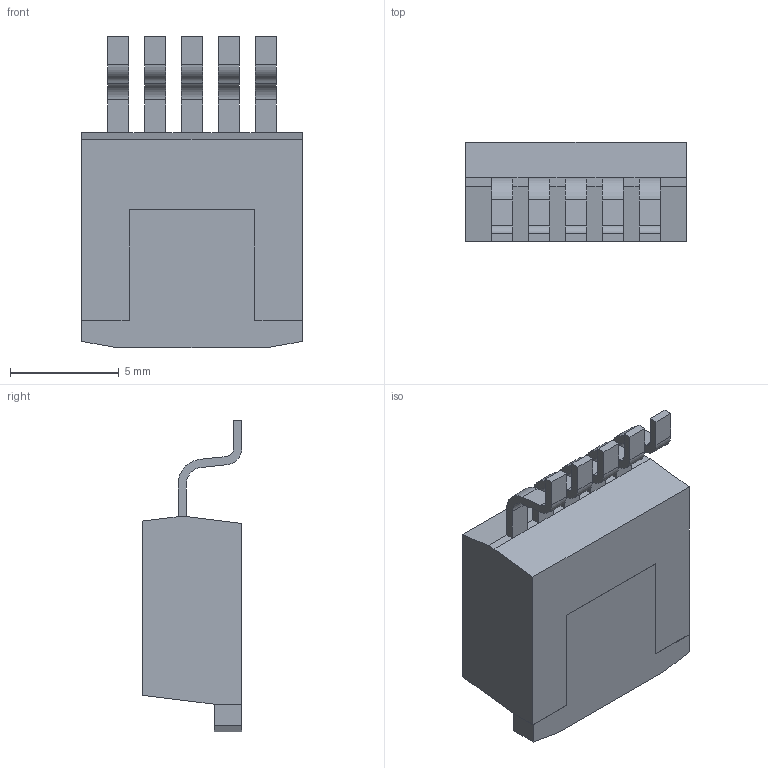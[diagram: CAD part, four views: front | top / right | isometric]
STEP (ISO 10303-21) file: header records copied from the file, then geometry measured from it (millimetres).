
FILE_DESCRIPTION (( 'STEP AP214' ), '1' );
FILE_NAME ('TS5B.STEP', '2016-09-28T08:10:27', ( '' ), ( '' ), 'SwSTEP 2.0', 'SolidWorks 2016', '' );
FILE_SCHEMA (( 'AUTOMOTIVE_DESIGN' ));
Length unit declared in the file: millimetre
Products named in the file (1): TS5B
Bounding box: 10.18 x 4.58 x 14.35 mm (x, y, z)
Volume: 416.9 mm3; surface area: 449.1 mm2
Topology: 1 solids, 1 shells, 98 faces, 258 edges, 164 vertices
Faces by surface type: plane 74, cylinder 24
Entity records: 4090 total; most frequent: CARTESIAN_POINT 521, ORIENTED_EDGE 516, DIRECTION 504, EDGE_CURVE 258, VECTOR 210, LINE 210, VERTEX_POINT 164, AXIS2_PLACEMENT_3D 147
